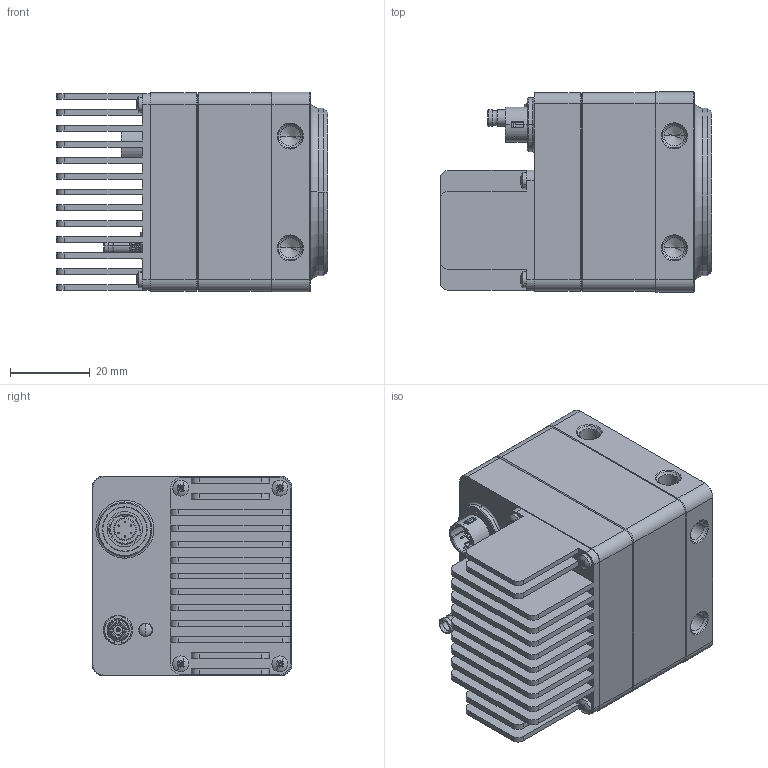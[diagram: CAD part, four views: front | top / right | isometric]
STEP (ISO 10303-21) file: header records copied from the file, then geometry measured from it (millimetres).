
FILE_DESCRIPTION((''),'2;1');
FILE_NAME('0-DH9-RDI000146-0005_ASM','2025-04-01T21:19:06',('25338'),(''),'CREO PARAMETRIC BY PTC INC, 2020184','CREO PARAMETRIC BY PTC INC, 2020184','');
FILE_SCHEMA(('CONFIG_CONTROL_DESIGN','SHAPE_APPEARANCE_LAYERS_GROUPS'));
Products named in the file (19): DH3-RDI000146-6300; DH3-1798-2128; DH0-000-2256; DH3-1798-9008; DH9-RDI000146-2201; DH3-RDI000146-V011_ASM; DH3-RDI000146-6202; DH3-RDI000146-V012_ASM; DH3-RDI000146-6007; 1-2-54-14-10408-000; 1-2-17-18-10014-1; DH9-000-6011; HR-PCB-0262-00-BM-XC7A200T-01_ASM; DH3-0195-2000; DH3-RDI000146-6305; 1-2-17-04-10004; DH3-RDI000146-V009_ASM; DH0-000-2514; 0-DH9-RDI000146-0005_ASM
Assembly tree (25 placements, depth 4):
  0-DH9-RDI000146-0005_ASM
    DH3-RDI000146-V011_ASM
      DH3-RDI000146-6300
      DH3-1798-2128
      DH0-000-2256  x2
      DH3-1798-9008
      DH9-RDI000146-2201
    DH3-RDI000146-V012_ASM
      DH3-RDI000146-6202
    DH3-RDI000146-V009_ASM
      DH3-RDI000146-6007
      1-2-54-14-10408-000  x4
      HR-PCB-0262-00-BM-XC7A200T-01_ASM
        1-2-17-18-10014-1
        DH9-000-6011
      DH3-0195-2000
      DH3-RDI000146-6305
      1-2-17-04-10004
    DH0-000-2514  x4
Bounding box: 67.8 x 50 x 50 mm (x, y, z)
Volume: 115543 mm3; surface area: 52890.1 mm2
Topology: 21 solids, 60 shells, 1786 faces, 4809 edges, 3093 vertices
Faces by surface type: plane 801, cylinder 573, cone 225, bspline 99, torus 54, sphere 34
Entity records: 69337 total; most frequent: CARTESIAN_POINT 18437, ORIENTED_EDGE 7964, DIRECTION 7604, PRESENTATION_STYLE_ASSIGNMENT 4136, STYLED_ITEM 4085, CURVE_STYLE 4040, EDGE_CURVE 4040, AXIS2_PLACEMENT_3D 2759
